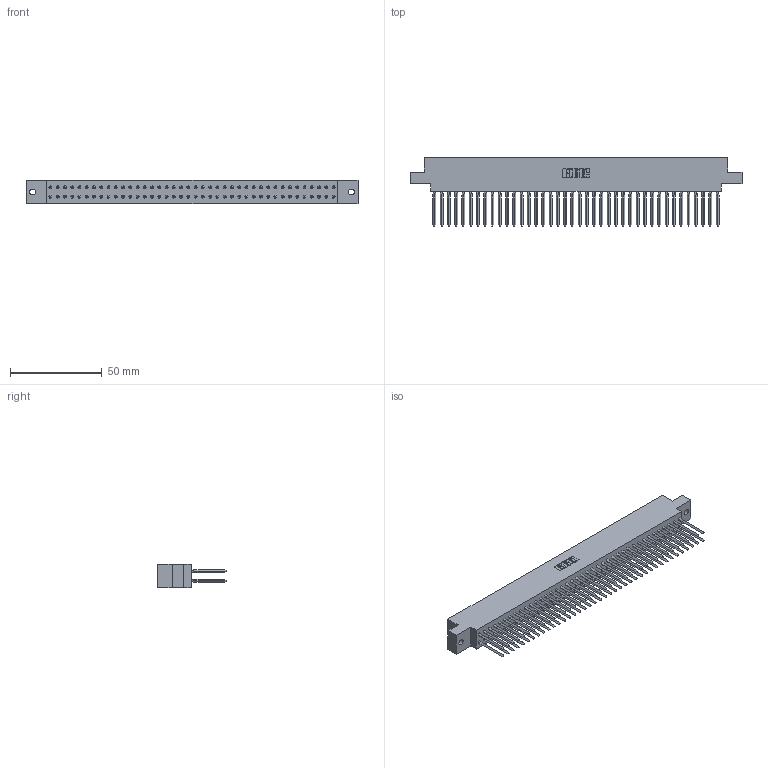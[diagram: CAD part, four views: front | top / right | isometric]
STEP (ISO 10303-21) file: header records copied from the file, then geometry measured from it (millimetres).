
FILE_DESCRIPTION (( 'STEP AP203' ), '1' );
FILE_NAME ('317-080-542-802.STEP', '2020-02-28T09:14:13', ( '' ), ( '' ), 'SwSTEP 2.0', 'SolidWorks 2016', '' );
FILE_SCHEMA (( 'CONFIG_CONTROL_DESIGN' ));
Length unit declared in the file: inch
Products named in the file (3): 317 Part_.144 Dia; 317-290-003_542; 317-080-542-802
Assembly tree (81 placements, depth 2):
  317-080-542-802
    317 Part_.144 Dia
    317-290-003_542  x80
Bounding box: 181.2 x 37.34 x 12.7 mm (x, y, z)
Volume: 29571.6 mm3; surface area: 40791.6 mm2
Topology: 81 solids, 81 shells, 4662 faces, 13075 edges, 8342 vertices
Faces by surface type: plane 3738, cylinder 604, bspline 320
Entity records: 57119 total; most frequent: CARTESIAN_POINT 10213, ORIENTED_EDGE 9876, DIRECTION 8310, EDGE_CURVE 4938, VECTOR 4768, LINE 4768, VERTEX_POINT 3286, AXIS2_PLACEMENT_3D 1771
